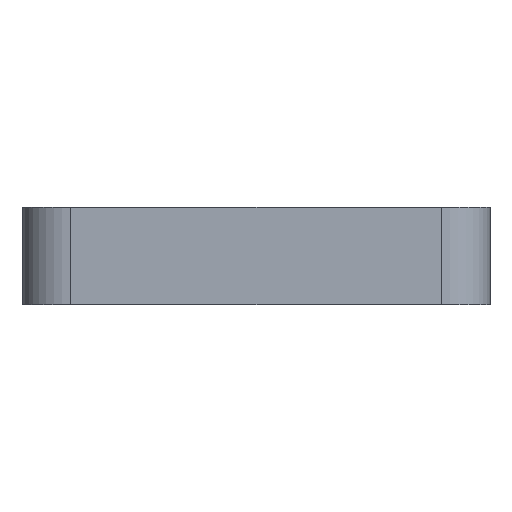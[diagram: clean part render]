
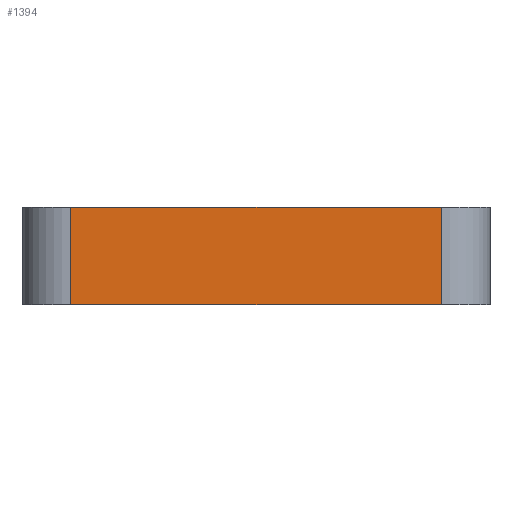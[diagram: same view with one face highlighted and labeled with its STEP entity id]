
A CAD part, front view. The second image highlights one B-rep face of the part: STEP entity #1394.
In plain terms, the highlighted planar face has unit normal (0, -1, 0).
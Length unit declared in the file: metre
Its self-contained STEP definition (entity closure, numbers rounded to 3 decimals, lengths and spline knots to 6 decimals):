
#312=ORIENTED_EDGE('',*,*,#506,.F.);
#313=ORIENTED_EDGE('',*,*,#600,.T.);
#314=ORIENTED_EDGE('',*,*,#444,.F.);
#315=ORIENTED_EDGE('',*,*,#601,.T.);
#444=EDGE_CURVE('',#632,#633,#761,.T.);
#506=EDGE_CURVE('',#694,#695,#820,.T.);
#600=EDGE_CURVE('',#694,#633,#902,.F.);
#601=EDGE_CURVE('',#632,#695,#903,.T.);
#632=VERTEX_POINT('',#1939);
#633=VERTEX_POINT('',#1941);
#694=VERTEX_POINT('',#2064);
#695=VERTEX_POINT('',#2066);
#761=LINE('',#1940,#921);
#820=LINE('',#2065,#980);
#902=LINE('',#2251,#1062);
#903=LINE('',#2252,#1063);
#921=VECTOR('',#1564,1.);
#980=VECTOR('',#1631,1.);
#1062=VECTOR('',#1815,1.);
#1063=VECTOR('',#1816,1.);
#1136=EDGE_LOOP('',(#312,#313,#314,#315));
#1242=FACE_BOUND('',#1136,.T.);
#1330=PLANE('',#1503);
#1394=ADVANCED_FACE('',(#1242),#1330,.T.);
#1503=AXIS2_PLACEMENT_3D('',#2250,#1813,#1814);
#1564=DIRECTION('',(-1.,0.,0.));
#1631=DIRECTION('',(1.,0.,0.));
#1813=DIRECTION('',(0.,-1.,0.));
#1814=DIRECTION('',(0.,0.,-1.));
#1815=DIRECTION('',(0.,0.,1.));
#1816=DIRECTION('',(0.,0.,1.));
#1939=CARTESIAN_POINT('',(-0.001662,-0.014498,0.));
#1940=CARTESIAN_POINT('',(-0.009233,-0.014498,0.));
#1941=CARTESIAN_POINT('',(-0.016804,-0.014498,0.));
#2064=CARTESIAN_POINT('',(-0.016804,-0.014498,0.004));
#2065=CARTESIAN_POINT('',(-0.009233,-0.014498,0.004));
#2066=CARTESIAN_POINT('',(-0.001662,-0.014498,0.004));
#2250=CARTESIAN_POINT('',(-0.009233,-0.014498,-0.000002));
#2251=CARTESIAN_POINT('',(-0.016804,-0.014498,-0.000002));
#2252=CARTESIAN_POINT('',(-0.001662,-0.014498,0.004));
